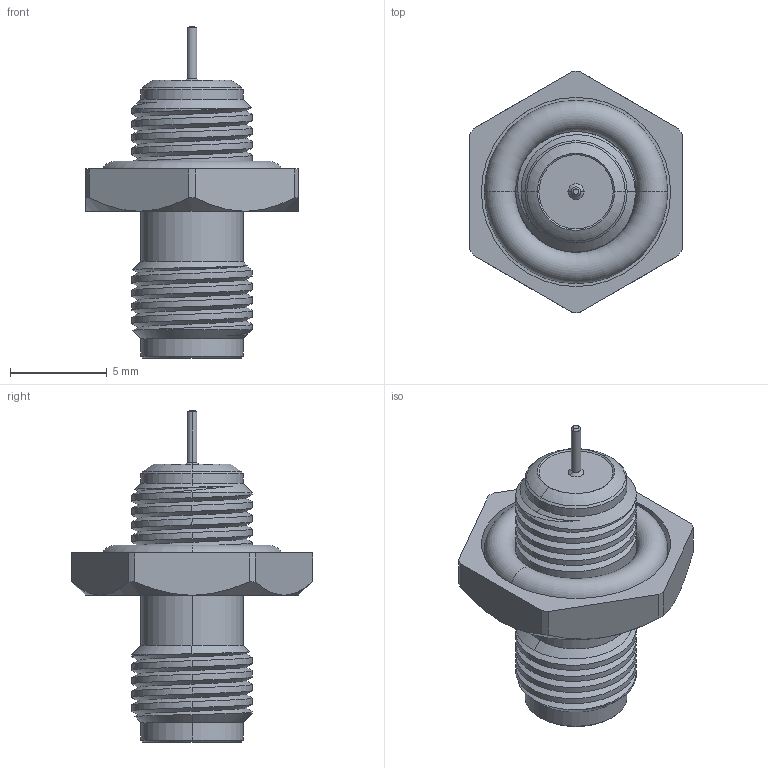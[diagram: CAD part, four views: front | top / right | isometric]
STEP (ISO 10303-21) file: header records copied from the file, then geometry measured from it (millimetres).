
FILE_DESCRIPTION (( 'STEP AP214' ), '1' );
FILE_NAME ('30-348-D3.STEP', '2024-08-09T08:20:54', ( '' ), ( '' ), 'SwSTEP 2.0', 'SolidWorks 2024', '' );
FILE_SCHEMA (( 'AUTOMOTIVE_DESIGN' ));
Length unit declared in the file: millimetre
Products named in the file (1): 30-348-D3
Bounding box: 11 x 12.5 x 17.2 mm (x, y, z)
Surface area: 825.7 mm2 (no closed solid volume)
Topology: 0 solids, 7 shells, 101 faces, 256 edges, 164 vertices
Faces by surface type: cylinder 39, cone 31, plane 21, torus 6, bspline 4
Entity records: 4152 total; most frequent: CARTESIAN_POINT 1845, ORIENTED_EDGE 479, DIRECTION 474, EDGE_CURVE 256, AXIS2_PLACEMENT_3D 192, VERTEX_POINT 164, EDGE_LOOP 108, ADVANCED_FACE 101
